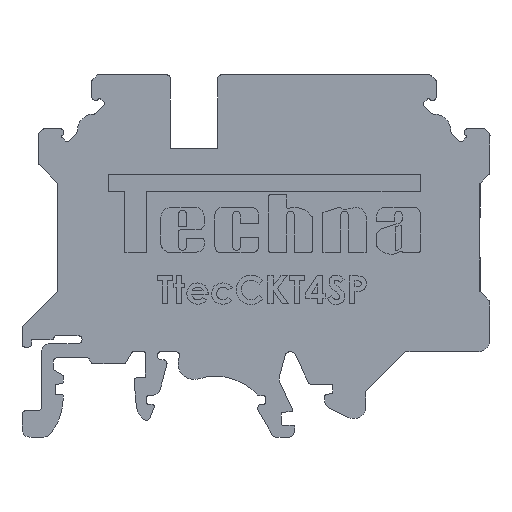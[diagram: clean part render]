
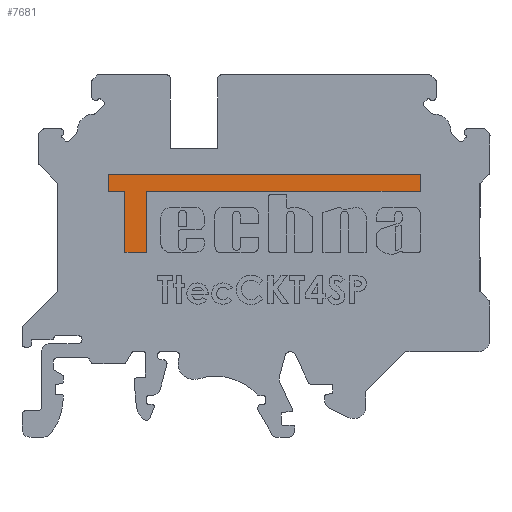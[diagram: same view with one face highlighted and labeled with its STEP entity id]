
A CAD part, front view. The second image highlights one B-rep face of the part: STEP entity #7681.
In plain terms, the highlighted planar face has unit normal (0, -1, 0).
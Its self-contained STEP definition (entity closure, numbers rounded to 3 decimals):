
#482 = DIRECTION ( 'NONE',  ( 1., 0., 0. ) ) ;
#881 = EDGE_CURVE ( 'NONE', #35666, #29129, #16076, .T. ) ;
#1048 = VERTEX_POINT ( 'NONE', #11005 ) ;
#1134 = PLANE ( 'NONE',  #10253 ) ;
#1892 = LINE ( 'NONE', #34096, #25201 ) ;
#1978 = EDGE_CURVE ( 'NONE', #30123, #1048, #10418, .T. ) ;
#2082 = LINE ( 'NONE', #5277, #33402 ) ;
#3099 = CARTESIAN_POINT ( 'NONE',  ( -28.099, 0.1, 26.305 ) ) ;
#3283 = CARTESIAN_POINT ( 'NONE',  ( -23.282, 0.1, 16.493 ) ) ;
#3290 = LINE ( 'NONE', #11726, #29509 ) ;
#3727 = EDGE_CURVE ( 'NONE', #1048, #33573, #3290, .T. ) ;
#3945 = FACE_OUTER_BOUND ( 'NONE', #7719, .T. ) ;
#5120 = DIRECTION ( 'NONE',  ( 1., 0., 0. ) ) ;
#5277 = CARTESIAN_POINT ( 'NONE',  ( -28.099, 0.1, 26.305 ) ) ;
#7681 = ADVANCED_FACE ( 'NONE', ( #3945 ), #1134, .F. ) ;
#7719 = EDGE_LOOP ( 'NONE', ( #24393, #13116, #19681, #27924, #22235, #25686, #34560, #35558 ) ) ;
#8143 = CARTESIAN_POINT ( 'NONE',  ( -23.282, 0.1, 24.131 ) ) ;
#9913 = DIRECTION ( 'NONE',  ( 0., 0., 1. ) ) ;
#10042 = VECTOR ( 'NONE', #10824, 1000. ) ;
#10253 = AXIS2_PLACEMENT_3D ( 'NONE', #32422, #15542, #9913 ) ;
#10418 = LINE ( 'NONE', #8143, #15645 ) ;
#10824 = DIRECTION ( 'NONE',  ( 0., 0., -1. ) ) ;
#11005 = CARTESIAN_POINT ( 'NONE',  ( -23.282, 0.1, 24.131 ) ) ;
#11083 = CARTESIAN_POINT ( 'NONE',  ( -25.982, 0.1, 16.493 ) ) ;
#11726 = CARTESIAN_POINT ( 'NONE',  ( 10.918, 0.1, 24.131 ) ) ;
#11727 = DIRECTION ( 'NONE',  ( 0., 0., -1. ) ) ;
#13116 = ORIENTED_EDGE ( 'NONE', *, *, #18456, .T. ) ;
#15542 = DIRECTION ( 'NONE',  ( 0., 1., 0. ) ) ;
#15645 = VECTOR ( 'NONE', #30280, 1000. ) ;
#15902 = CARTESIAN_POINT ( 'NONE',  ( 10.918, 0.1, 24.131 ) ) ;
#16076 = LINE ( 'NONE', #16440, #10042 ) ;
#16270 = EDGE_CURVE ( 'NONE', #16480, #18999, #20317, .T. ) ;
#16440 = CARTESIAN_POINT ( 'NONE',  ( -28.099, 0.1, 24.131 ) ) ;
#16480 = VERTEX_POINT ( 'NONE', #21610 ) ;
#16544 = VECTOR ( 'NONE', #11727, 1000. ) ;
#18294 = DIRECTION ( 'NONE',  ( 1., 0., 0. ) ) ;
#18456 = EDGE_CURVE ( 'NONE', #29129, #16480, #20922, .T. ) ;
#18999 = VERTEX_POINT ( 'NONE', #11083 ) ;
#19322 = LINE ( 'NONE', #30787, #23611 ) ;
#19533 = CARTESIAN_POINT ( 'NONE',  ( -25.982, 0.1, 24.131 ) ) ;
#19681 = ORIENTED_EDGE ( 'NONE', *, *, #16270, .T. ) ;
#19837 = DIRECTION ( 'NONE',  ( -1., 0., 0. ) ) ;
#19871 = VECTOR ( 'NONE', #18294, 1000. ) ;
#20317 = LINE ( 'NONE', #34759, #16544 ) ;
#20922 = LINE ( 'NONE', #19533, #19871 ) ;
#21610 = CARTESIAN_POINT ( 'NONE',  ( -25.982, 0.1, 24.131 ) ) ;
#22235 = ORIENTED_EDGE ( 'NONE', *, *, #1978, .T. ) ;
#23611 = VECTOR ( 'NONE', #5120, 1000. ) ;
#23856 = CARTESIAN_POINT ( 'NONE',  ( -28.099, 0.1, 24.131 ) ) ;
#24393 = ORIENTED_EDGE ( 'NONE', *, *, #881, .T. ) ;
#25201 = VECTOR ( 'NONE', #31109, 1000. ) ;
#25686 = ORIENTED_EDGE ( 'NONE', *, *, #3727, .T. ) ;
#25917 = EDGE_CURVE ( 'NONE', #32272, #35666, #2082, .T. ) ;
#27924 = ORIENTED_EDGE ( 'NONE', *, *, #32329, .T. ) ;
#28797 = EDGE_CURVE ( 'NONE', #33573, #32272, #1892, .T. ) ;
#29129 = VERTEX_POINT ( 'NONE', #23856 ) ;
#29509 = VECTOR ( 'NONE', #482, 1000. ) ;
#30123 = VERTEX_POINT ( 'NONE', #3283 ) ;
#30280 = DIRECTION ( 'NONE',  ( 0., 0., 1. ) ) ;
#30787 = CARTESIAN_POINT ( 'NONE',  ( -23.282, 0.1, 16.493 ) ) ;
#31109 = DIRECTION ( 'NONE',  ( 0., 0., 1. ) ) ;
#32272 = VERTEX_POINT ( 'NONE', #34144 ) ;
#32329 = EDGE_CURVE ( 'NONE', #18999, #30123, #19322, .T. ) ;
#32422 = CARTESIAN_POINT ( 'NONE',  ( 0., 0.1, 0. ) ) ;
#33402 = VECTOR ( 'NONE', #19837, 1000. ) ;
#33573 = VERTEX_POINT ( 'NONE', #15902 ) ;
#34096 = CARTESIAN_POINT ( 'NONE',  ( 10.918, 0.1, 26.305 ) ) ;
#34144 = CARTESIAN_POINT ( 'NONE',  ( 10.918, 0.1, 26.305 ) ) ;
#34560 = ORIENTED_EDGE ( 'NONE', *, *, #28797, .T. ) ;
#34759 = CARTESIAN_POINT ( 'NONE',  ( -25.982, 0.1, 16.493 ) ) ;
#35558 = ORIENTED_EDGE ( 'NONE', *, *, #25917, .T. ) ;
#35666 = VERTEX_POINT ( 'NONE', #3099 ) ;
